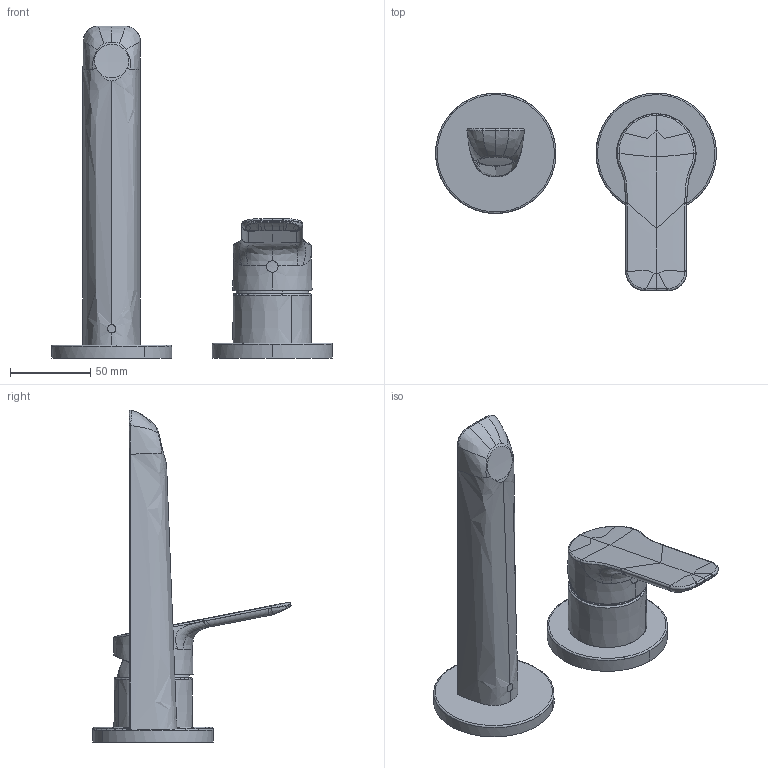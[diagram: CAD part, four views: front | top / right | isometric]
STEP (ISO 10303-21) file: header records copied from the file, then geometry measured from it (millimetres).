
FILE_DESCRIPTION (( 'STEP AP203' ), '1' );
FILE_NAME ('55602103(2022).STEP', '2022-10-19T04:46:57', ( '' ), ( '' ), 'SwSTEP 2.0', 'SolidWorks 2016', '' );
FILE_SCHEMA (( 'CONFIG_CONTROL_DESIGN' ));
Length unit declared in the file: millimetre
Products named in the file (1): 55602103(2022)
Bounding box: 175 x 123.34 x 206.79 mm (x, y, z)
Volume: 365967.8 mm3; surface area: 66481.7 mm2
Topology: 5 solids, 5 shells, 156 faces, 375 edges, 231 vertices
Faces by surface type: bspline 116, cylinder 17, plane 13, torus 6, cone 4
Entity records: 15965 total; most frequent: CARTESIAN_POINT 13148, ORIENTED_EDGE 750, EDGE_CURVE 375, DIRECTION 291, B_SPLINE_CURVE_WITH_KNOTS 238, VERTEX_POINT 231, EDGE_LOOP 158, FACE_OUTER_BOUND 156
